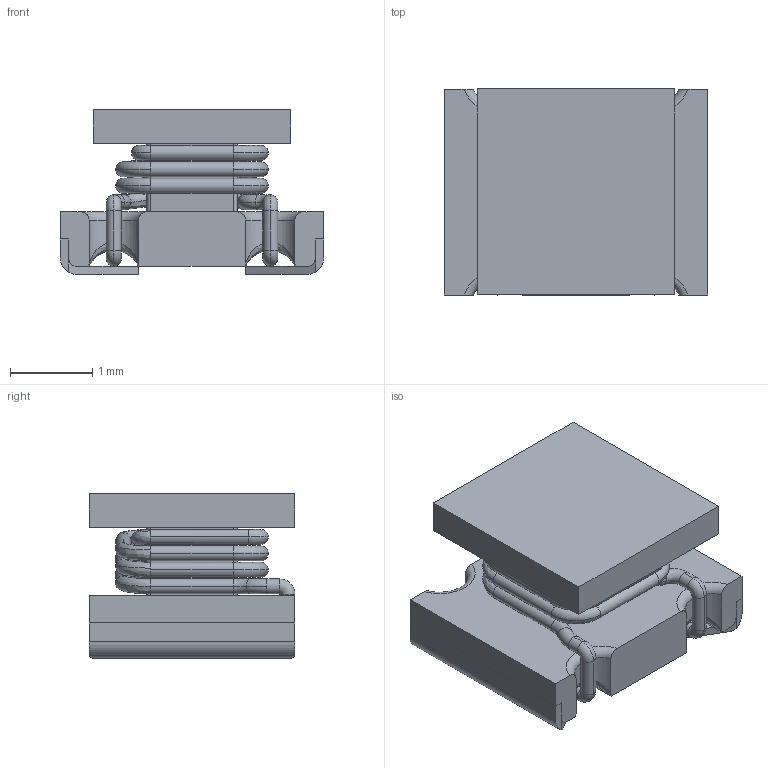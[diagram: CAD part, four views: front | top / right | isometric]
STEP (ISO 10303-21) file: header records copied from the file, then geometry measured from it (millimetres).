
FILE_DESCRIPTION (( 'STEP AP214' ), '1' );
FILE_NAME ('744032004.STEP', '2022-09-06T11:02:39', ( '' ), ( '' ), 'SwSTEP 2.0', 'SolidWorks 2018', '' );
FILE_SCHEMA (( 'AUTOMOTIVE_DESIGN' ));
Length unit declared in the file: millimetre
Products named in the file (1): 744032004
Bounding box: 3.2 x 2.5 x 2 mm (x, y, z)
Volume: 9.4 mm3; surface area: 72.7 mm2
Topology: 4 solids, 4 shells, 192 faces, 494 edges, 312 vertices
Faces by surface type: cylinder 76, plane 48, torus 40, bspline 28
Entity records: 10947 total; most frequent: CARTESIAN_POINT 4151, DIRECTION 1004, ORIENTED_EDGE 988, EDGE_CURVE 494, AXIS2_PLACEMENT_3D 413, VERTEX_POINT 312, CIRCLE 248, UNCERTAINTY_MEASURE_WITH_UNIT 198
